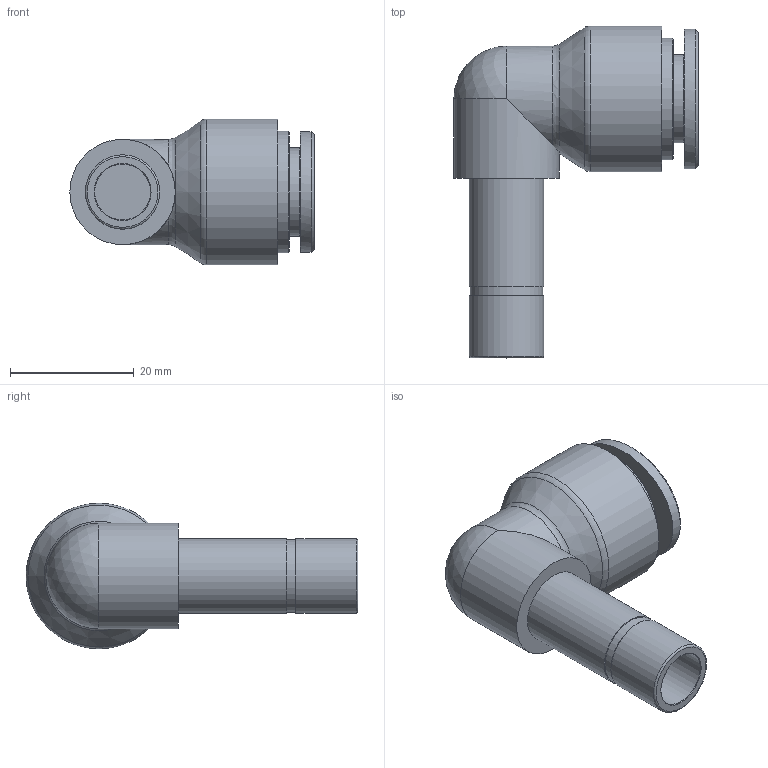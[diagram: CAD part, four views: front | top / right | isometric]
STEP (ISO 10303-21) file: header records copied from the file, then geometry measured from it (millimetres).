
FILE_DESCRIPTION((''),'2;1');
FILE_NAME('HR-PLJ 12.stp','2020-03-19T08:54:07',('user'),(''),'Autodesk Inventor 2013','Autodesk Inventor 2013','');
FILE_SCHEMA(('AUTOMOTIVE_DESIGN { 1 0 10303 214 1 1 1 1 }'));
Length unit declared in the file: millimetre
Products named in the file (5): 조립품6; HR-PLJ 12 BODY; HR-COLLAR 12; HR-Collar 12L(SUS); HR-SLEEVE 12
Assembly tree (4 placements, depth 3):
  조립품6
    HR-PLJ 12 BODY
    HR-COLLAR 12
      HR-Collar 12L(SUS)
      HR-SLEEVE 12
Bounding box: 39.4 x 53.55 x 23.5 mm (x, y, z)
Volume: 10966.7 mm3; surface area: 7249.3 mm2
Topology: 3 solids, 3 shells, 136 faces, 336 edges, 222 vertices
Faces by surface type: plane 75, bspline 40, cylinder 11, cone 6, torus 3, sphere 1
Full cylindrical faces by diameter (mm): 9 x1, 11.7 x1, 12 x2, 12.18 x1, 12.2 x1, 14.2 x1, 17 x1, 19.6 x1, 23.5 x1
Entity records: 4362 total; most frequent: CARTESIAN_POINT 1333, ORIENTED_EDGE 626, DIRECTION 476, EDGE_CURVE 313, VERTEX_POINT 218, VECTOR 198, LINE 198, EDGE_LOOP 175
